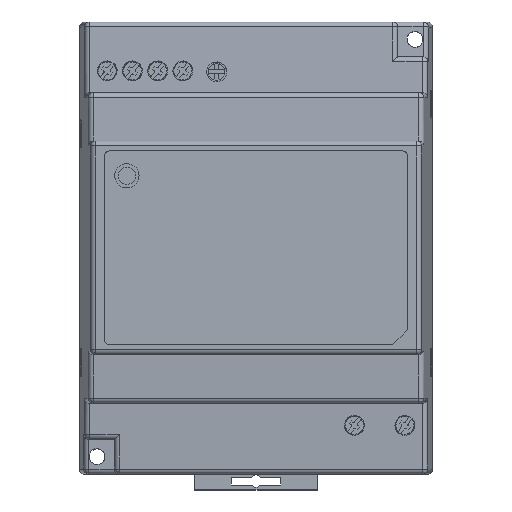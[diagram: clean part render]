
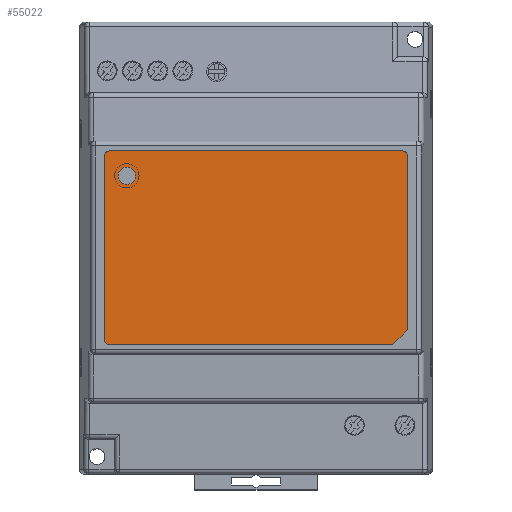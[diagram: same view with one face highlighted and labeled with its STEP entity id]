
A CAD part, top view. The second image highlights one B-rep face of the part: STEP entity #55022.
In plain terms, the highlighted planar face has unit normal (0, 0, 1).
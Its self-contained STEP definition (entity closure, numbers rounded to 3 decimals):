
#1454 = EDGE_CURVE ( 'NONE', #30434, #136908, #134284, .T. ) ;
#4617 = LINE ( 'NONE', #11886, #61844 ) ;
#6580 = CARTESIAN_POINT ( 'NONE',  ( 30.5, 18.5, 55.4 ) ) ;
#7895 = CARTESIAN_POINT ( 'NONE',  ( 27.5, -19.5, 55.4 ) ) ;
#11886 = CARTESIAN_POINT ( 'NONE',  ( -30.5, 18.5, 55.4 ) ) ;
#12157 = CARTESIAN_POINT ( 'NONE',  ( -27.75, 14.5, 55.4 ) ) ;
#13745 = ORIENTED_EDGE ( 'NONE', *, *, #21433, .T. ) ;
#15238 = EDGE_CURVE ( 'NONE', #131003, #98838, #132219, .T. ) ;
#15963 = CARTESIAN_POINT ( 'NONE',  ( -29.5, -19.5, 55.4 ) ) ;
#17975 = PLANE ( 'NONE',  #116508 ) ;
#21288 = EDGE_CURVE ( 'NONE', #33113, #99222, #4617, .T. ) ;
#21433 = EDGE_CURVE ( 'NONE', #26617, #30558, #97334, .T. ) ;
#23173 = CARTESIAN_POINT ( 'NONE',  ( 29.5, 19.5, 55.4 ) ) ;
#23665 = CIRCLE ( 'NONE', #65511, 1.75 ) ;
#26617 = VERTEX_POINT ( 'NONE', #12157 ) ;
#28894 = ORIENTED_EDGE ( 'NONE', *, *, #21288, .T. ) ;
#29634 = DIRECTION ( 'NONE',  ( 1., 0., 0. ) ) ;
#30434 = VERTEX_POINT ( 'NONE', #179403 ) ;
#30558 = VERTEX_POINT ( 'NONE', #42886 ) ;
#31458 = DIRECTION ( 'NONE',  ( 0., 0., -1. ) ) ;
#32585 = ORIENTED_EDGE ( 'NONE', *, *, #1454, .T. ) ;
#33113 = VERTEX_POINT ( 'NONE', #36268 ) ;
#33924 = CARTESIAN_POINT ( 'NONE',  ( -35.5, 0., 55.4 ) ) ;
#35082 = EDGE_LOOP ( 'NONE', ( #84836, #13745 ) ) ;
#36268 = CARTESIAN_POINT ( 'NONE',  ( -30.5, 18.5, 55.4 ) ) ;
#37483 = CARTESIAN_POINT ( 'NONE',  ( -29.5, 19.5, 55.4 ) ) ;
#42602 = DIRECTION ( 'NONE',  ( 0., 0., 1. ) ) ;
#42886 = CARTESIAN_POINT ( 'NONE',  ( -24.25, 14.5, 55.4 ) ) ;
#43192 = DIRECTION ( 'NONE',  ( 0., -1., 0. ) ) ;
#44606 = DIRECTION ( 'NONE',  ( 1., 0., 0. ) ) ;
#44964 = DIRECTION ( 'NONE',  ( 1., 0., 0. ) ) ;
#46201 = CARTESIAN_POINT ( 'NONE',  ( 27.5, -19.5, 55.4 ) ) ;
#47622 = AXIS2_PLACEMENT_3D ( 'NONE', #155013, #42602, #29634 ) ;
#47828 = CARTESIAN_POINT ( 'NONE',  ( -29.5, -19.5, 55.4 ) ) ;
#49167 = ORIENTED_EDGE ( 'NONE', *, *, #148427, .T. ) ;
#49382 = CARTESIAN_POINT ( 'NONE',  ( -26., 14.5, 55.4 ) ) ;
#51813 = VECTOR ( 'NONE', #103535, 1000. ) ;
#54991 = VERTEX_POINT ( 'NONE', #46201 ) ;
#55022 = ADVANCED_FACE ( 'NONE', ( #181862, #91035 ), #17975, .T. ) ;
#59938 = CARTESIAN_POINT ( 'NONE',  ( 30.5, -16.5, 55.4 ) ) ;
#61844 = VECTOR ( 'NONE', #43192, 1000. ) ;
#64693 = AXIS2_PLACEMENT_3D ( 'NONE', #101584, #155364, #70645 ) ;
#65511 = AXIS2_PLACEMENT_3D ( 'NONE', #49382, #162428, #121722 ) ;
#70268 = ORIENTED_EDGE ( 'NONE', *, *, #15238, .T. ) ;
#70645 = DIRECTION ( 'NONE',  ( 1., 0., 0. ) ) ;
#71098 = ORIENTED_EDGE ( 'NONE', *, *, #96613, .T. ) ;
#81394 = AXIS2_PLACEMENT_3D ( 'NONE', #100886, #143433, #44606 ) ;
#84836 = ORIENTED_EDGE ( 'NONE', *, *, #87050, .T. ) ;
#87050 = EDGE_CURVE ( 'NONE', #30558, #26617, #23665, .T. ) ;
#88741 = DIRECTION ( 'NONE',  ( 1., 0., 0. ) ) ;
#91035 = FACE_OUTER_BOUND ( 'NONE', #134150, .T. ) ;
#96613 = EDGE_CURVE ( 'NONE', #136908, #33113, #159182, .T. ) ;
#96683 = VECTOR ( 'NONE', #149637, 1000. ) ;
#97334 = CIRCLE ( 'NONE', #151721, 1.75 ) ;
#98838 = VERTEX_POINT ( 'NONE', #6580 ) ;
#99222 = VERTEX_POINT ( 'NONE', #144617 ) ;
#100886 = CARTESIAN_POINT ( 'NONE',  ( 29.5, 18.5, 55.4 ) ) ;
#101584 = CARTESIAN_POINT ( 'NONE',  ( -29.5, 18.5, 55.4 ) ) ;
#103204 = DIRECTION ( 'NONE',  ( 0., 1., 0. ) ) ;
#103535 = DIRECTION ( 'NONE',  ( 1., 0., 0. ) ) ;
#103714 = DIRECTION ( 'NONE',  ( 0., 0., 1. ) ) ;
#113338 = LINE ( 'NONE', #7895, #168529 ) ;
#114039 = EDGE_CURVE ( 'NONE', #128794, #54991, #168966, .T. ) ;
#116508 = AXIS2_PLACEMENT_3D ( 'NONE', #33924, #103714, #88741 ) ;
#116688 = EDGE_CURVE ( 'NONE', #99222, #128794, #180700, .T. ) ;
#120473 = ORIENTED_EDGE ( 'NONE', *, *, #179740, .T. ) ;
#121722 = DIRECTION ( 'NONE',  ( 1., 0., 0. ) ) ;
#128794 = VERTEX_POINT ( 'NONE', #15963 ) ;
#129071 = CARTESIAN_POINT ( 'NONE',  ( -26., 14.5, 55.4 ) ) ;
#131003 = VERTEX_POINT ( 'NONE', #140035 ) ;
#132219 = LINE ( 'NONE', #59938, #180678 ) ;
#134150 = EDGE_LOOP ( 'NONE', ( #32585, #71098, #28894, #141428, #166475, #49167, #70268, #120473 ) ) ;
#134284 = LINE ( 'NONE', #23173, #96683 ) ;
#136908 = VERTEX_POINT ( 'NONE', #37483 ) ;
#140035 = CARTESIAN_POINT ( 'NONE',  ( 30.5, -16.5, 55.4 ) ) ;
#141428 = ORIENTED_EDGE ( 'NONE', *, *, #116688, .T. ) ;
#143433 = DIRECTION ( 'NONE',  ( 0., 0., 1. ) ) ;
#144617 = CARTESIAN_POINT ( 'NONE',  ( -30.5, -18.5, 55.4 ) ) ;
#148427 = EDGE_CURVE ( 'NONE', #54991, #131003, #113338, .T. ) ;
#149637 = DIRECTION ( 'NONE',  ( -1., 0., 0. ) ) ;
#149815 = DIRECTION ( 'NONE',  ( 0.707, 0.707, 0. ) ) ;
#151721 = AXIS2_PLACEMENT_3D ( 'NONE', #129071, #31458, #44964 ) ;
#155013 = CARTESIAN_POINT ( 'NONE',  ( -29.5, -18.5, 55.4 ) ) ;
#155364 = DIRECTION ( 'NONE',  ( 0., 0., 1. ) ) ;
#159182 = CIRCLE ( 'NONE', #64693, 1. ) ;
#162428 = DIRECTION ( 'NONE',  ( 0., 0., -1. ) ) ;
#166475 = ORIENTED_EDGE ( 'NONE', *, *, #114039, .T. ) ;
#168529 = VECTOR ( 'NONE', #149815, 1000. ) ;
#168966 = LINE ( 'NONE', #47828, #51813 ) ;
#179403 = CARTESIAN_POINT ( 'NONE',  ( 29.5, 19.5, 55.4 ) ) ;
#179740 = EDGE_CURVE ( 'NONE', #98838, #30434, #182849, .T. ) ;
#180678 = VECTOR ( 'NONE', #103204, 1000. ) ;
#180700 = CIRCLE ( 'NONE', #47622, 1. ) ;
#181862 = FACE_BOUND ( 'NONE', #35082, .T. ) ;
#182849 = CIRCLE ( 'NONE', #81394, 1. ) ;
